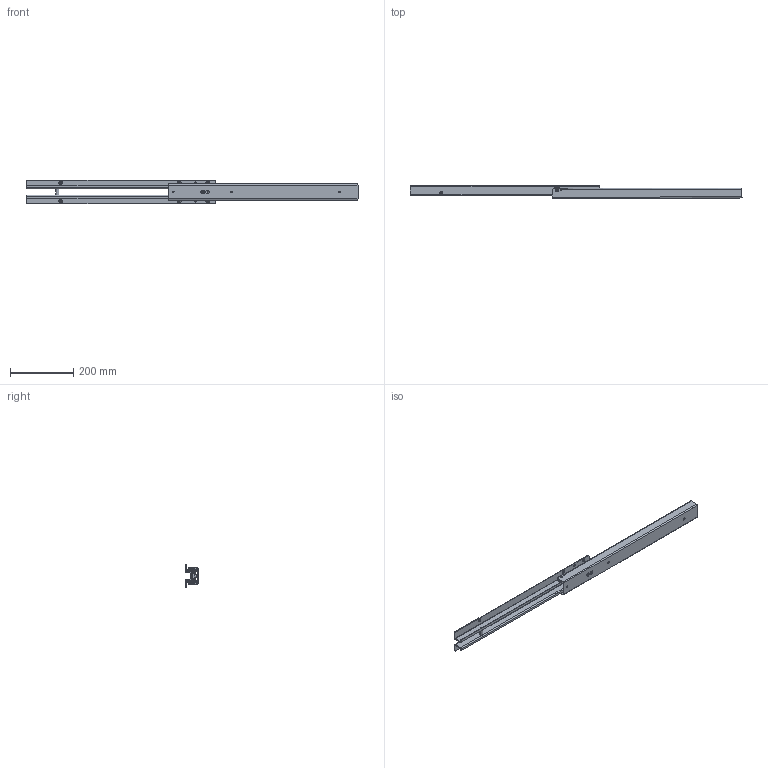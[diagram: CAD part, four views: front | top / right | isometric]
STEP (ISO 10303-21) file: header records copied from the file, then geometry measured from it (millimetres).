
FILE_DESCRIPTION (( 'STEP AP214' ), '1' );
FILE_NAME ('505T.600-GA.0000_open.STEP', '2023-03-01T15:16:14', ( '' ), ( '' ), 'SwSTEP 2.0', 'SolidWorks 2020', '' );
FILE_SCHEMA (( 'AUTOMOTIVE_DESIGN' ));
Length unit declared in the file: millimetre
Products named in the file (20): FUL-063_U41-002 + B01-011; FUL-063 Kugellager; 505T.XXX-01.0000_NL600; N61-127; B01-011_vernietet Mat. 3mm; U41-002; 505T.600-GA.0000_open; 505T.XXX-01.0000.li_NL600; FUL-063 Innenring; FUL-063 Käfig; 505T.XXX-03.0000_NL600; 505T.XXX-01.0000.re_NL600; H09-007; FUL-063_U41-002 + N61-127; FUL-063 Laufring; H09-006_H09-006; EA-007; FUL-063 Außenring; kugel_›   3,175000    (1.8")
Assembly tree (30 placements, depth 5):
  505T.600-GA.0000_open
    505T.XXX-01.0000_NL600
      505T.XXX-01.0000.li_NL600
      H09-007
      505T.XXX-01.0000.re_NL600
      H09-006_H09-006
      FUL-063_U41-002 + N61-127  x2
        FUL-063 Kugellager
          FUL-063 Innenring
          FUL-063 Außenring
          FUL-063 Käfig
          kugel_›   3,175000    (1.8")  x7
        FUL-063 Laufring
        U41-002
        N61-127
    505T.XXX-03.0000_NL600
      505T.XXX-03.0000_NL600
      FUL-063_U41-002 + B01-011  x2
        FUL-063 Kugellager
          FUL-063 Innenring
          FUL-063 Außenring
          FUL-063 Käfig
          kugel_›   3,175000    (1.8")  x7
        FUL-063 Laufring
        U41-002
        B01-011_vernietet Mat. 3mm
      EA-007
Bounding box: 1050.03 x 39.82 x 73 mm (x, y, z)
Volume: 445299.7 mm3; surface area: 320765.8 mm2
Topology: 58 solids, 58 shells, 1676 faces, 4124 edges, 2564 vertices
Faces by surface type: plane 600, cylinder 520, sphere 268, cone 234, torus 52, bspline 2
Entity records: 24285 total; most frequent: CARTESIAN_POINT 4841, DIRECTION 4232, ORIENTED_EDGE 3704, EDGE_CURVE 1852, AXIS2_PLACEMENT_3D 1701, VERTEX_POINT 1127, CIRCLE 885, EDGE_LOOP 867
